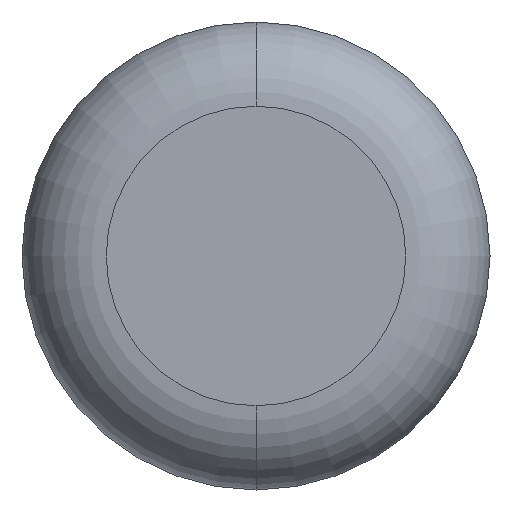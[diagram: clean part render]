
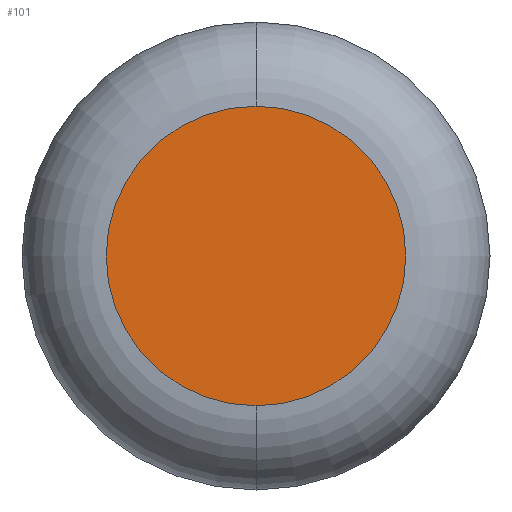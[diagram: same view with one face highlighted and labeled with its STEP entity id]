
A CAD part, front view. The second image highlights one B-rep face of the part: STEP entity #101.
In plain terms, the highlighted planar face has unit normal (0, -1, 0).
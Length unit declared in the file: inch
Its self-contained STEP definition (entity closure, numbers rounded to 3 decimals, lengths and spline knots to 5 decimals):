
#13 = DIRECTION ( 'NONE',  ( 0., -1., 0. ) ) ;
#18 = CARTESIAN_POINT ( 'NONE',  ( 0., 0., 0.16 ) ) ;
#27 = DIRECTION ( 'NONE',  ( 0., 0., -1. ) ) ;
#89 = CARTESIAN_POINT ( 'NONE',  ( 0., 0., 0. ) ) ;
#91 = CARTESIAN_POINT ( 'NONE',  ( 0., 0., -0.16 ) ) ;
#94 = CIRCLE ( 'NONE', #381, 0.16 ) ;
#101 = ADVANCED_FACE ( 'NONE', ( #193 ), #287, .T. ) ;
#114 = DIRECTION ( 'NONE',  ( 0., 0., -1. ) ) ;
#138 = EDGE_LOOP ( 'NONE', ( #319, #145 ) ) ;
#142 = CARTESIAN_POINT ( 'NONE',  ( 0., 0., 0. ) ) ;
#145 = ORIENTED_EDGE ( 'NONE', *, *, #260, .T. ) ;
#164 = AXIS2_PLACEMENT_3D ( 'NONE', #89, #198, #27 ) ;
#169 = CIRCLE ( 'NONE', #164, 0.16 ) ;
#189 = DIRECTION ( 'NONE',  ( 0., 0., -1. ) ) ;
#193 = FACE_OUTER_BOUND ( 'NONE', #138, .T. ) ;
#194 = VERTEX_POINT ( 'NONE', #18 ) ;
#198 = DIRECTION ( 'NONE',  ( 0., -1., 0. ) ) ;
#215 = EDGE_CURVE ( 'NONE', #298, #194, #94, .T. ) ;
#246 = CARTESIAN_POINT ( 'NONE',  ( 0., 0., 0. ) ) ;
#260 = EDGE_CURVE ( 'NONE', #194, #298, #169, .T. ) ;
#269 = DIRECTION ( 'NONE',  ( 0., -1., 0. ) ) ;
#280 = AXIS2_PLACEMENT_3D ( 'NONE', #246, #13, #189 ) ;
#287 = PLANE ( 'NONE',  #280 ) ;
#298 = VERTEX_POINT ( 'NONE', #91 ) ;
#319 = ORIENTED_EDGE ( 'NONE', *, *, #215, .T. ) ;
#381 = AXIS2_PLACEMENT_3D ( 'NONE', #142, #269, #114 ) ;
